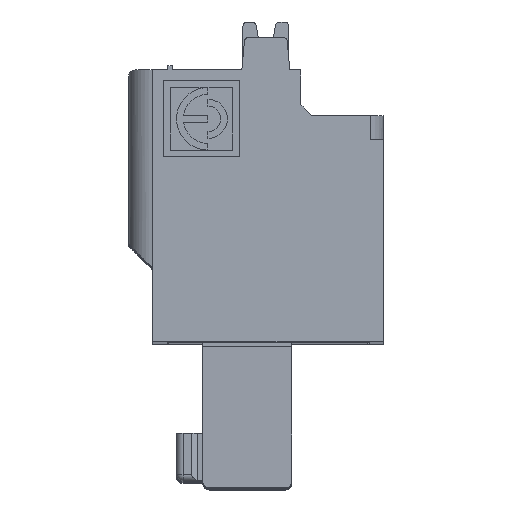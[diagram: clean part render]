
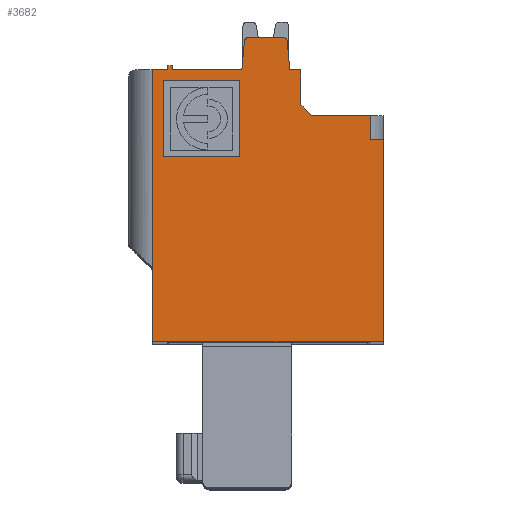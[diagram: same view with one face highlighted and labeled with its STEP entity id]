
A CAD part, top view. The second image highlights one B-rep face of the part: STEP entity #3682.
In plain terms, the highlighted planar face has unit normal (0, 0, 1).
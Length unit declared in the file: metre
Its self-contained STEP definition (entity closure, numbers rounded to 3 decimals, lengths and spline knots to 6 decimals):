
#3682=ADVANCED_FACE('',(#10490,#10491),#10492,.F.);
#6394=EDGE_CURVE('',#14669,#14670,#14671,.T.);
#10490=FACE_BOUND('',#20459,.T.);
#10491=FACE_OUTER_BOUND('',#20460,.T.);
#10492=PLANE('',#20461);
#14669=VERTEX_POINT('',#24651);
#14670=VERTEX_POINT('',#24652);
#14671=LINE('',#24653,#24654);
#14780=VERTEX_POINT('',#24824);
#14964=VERTEX_POINT('',#25138);
#15670=VERTEX_POINT('',#26689);
#15673=VERTEX_POINT('',#26694);
#15676=VERTEX_POINT('',#26699);
#15679=VERTEX_POINT('',#26704);
#15682=VERTEX_POINT('',#26709);
#17759=VERTEX_POINT('',#31392);
#18672=VERTEX_POINT('',#33542);
#18713=VERTEX_POINT('',#33605);
#20459=EDGE_LOOP('',(#38025,#38026,#38027,#38028));
#20460=EDGE_LOOP('',(#38029,#38030,#38031,#38032,#38033,#38034,#38035,#38036,#38037,#38038,#38039,#38040,#38041,#38042,#38043,#38044,#38045,#38046,#38047));
#20461=AXIS2_PLACEMENT_3D('',#38048,#38049,#38050);
#24651=CARTESIAN_POINT('',(0.2506,0.,-0.29284));
#24652=CARTESIAN_POINT('',(0.24,0.,-0.29284));
#24653=CARTESIAN_POINT('',(0.2506,0.,-0.29284));
#24654=VECTOR('',#50216,1.0);
#24824=CARTESIAN_POINT('',(0.2506,0.0093,-0.29284));
#25138=CARTESIAN_POINT('',(0.2407,0.0125,-0.29284));
#26689=CARTESIAN_POINT('',(0.2441,0.0125,-0.29284));
#26694=CARTESIAN_POINT('',(0.244215,0.013817,-0.29284));
#26699=CARTESIAN_POINT('',(0.246185,0.013817,-0.29284));
#26704=CARTESIAN_POINT('',(0.2463,0.0125,-0.29284));
#26709=CARTESIAN_POINT('',(0.25,0.0093,-0.29284));
#31392=CARTESIAN_POINT('',(0.2409,0.0125,-0.29284));
#33542=CARTESIAN_POINT('',(0.2407,0.0127,-0.29284));
#33605=CARTESIAN_POINT('',(0.2409,0.0127,-0.29284));
#38025=ORIENTED_EDGE('',*,*,#53036,.T.);
#38026=ORIENTED_EDGE('',*,*,#53034,.T.);
#38027=ORIENTED_EDGE('',*,*,#53030,.T.);
#38028=ORIENTED_EDGE('',*,*,#53028,.T.);
#38029=ORIENTED_EDGE('',*,*,#52487,.F.);
#38030=ORIENTED_EDGE('',*,*,#6394,.F.);
#38031=ORIENTED_EDGE('',*,*,#52341,.T.);
#38032=ORIENTED_EDGE('',*,*,#53038,.F.);
#38033=ORIENTED_EDGE('',*,*,#53024,.F.);
#38034=ORIENTED_EDGE('',*,*,#53041,.F.);
#38035=ORIENTED_EDGE('',*,*,#53021,.T.);
#38036=ORIENTED_EDGE('',*,*,#52377,.T.);
#38037=ORIENTED_EDGE('',*,*,#53042,.F.);
#38038=ORIENTED_EDGE('',*,*,#53018,.T.);
#38039=ORIENTED_EDGE('',*,*,#53016,.T.);
#38040=ORIENTED_EDGE('',*,*,#53013,.T.);
#38041=ORIENTED_EDGE('',*,*,#53010,.T.);
#38042=ORIENTED_EDGE('',*,*,#53008,.T.);
#38043=ORIENTED_EDGE('',*,*,#53043,.F.);
#38044=ORIENTED_EDGE('',*,*,#53044,.T.);
#38045=ORIENTED_EDGE('',*,*,#53045,.F.);
#38046=ORIENTED_EDGE('',*,*,#53046,.F.);
#38047=ORIENTED_EDGE('',*,*,#52426,.F.);
#38048=CARTESIAN_POINT('',(0.254572,0.033759,-0.29284));
#38049=DIRECTION('',(0.0,0.,-1.0));
#38050=DIRECTION('',(-1.0,0.0,0.0));
#50216=DIRECTION('',(-1.0,0.,0.));
#52341=EDGE_CURVE('',#14669,#14780,#56266,.T.);
#52377=EDGE_CURVE('',#56322,#56320,#56323,.T.);
#52426=EDGE_CURVE('',#56383,#14964,#56385,.T.);
#52487=EDGE_CURVE('',#14670,#56383,#56446,.T.);
#53008=EDGE_CURVE('',#15673,#15670,#57114,.T.);
#53010=EDGE_CURVE('',#57116,#15673,#57117,.T.);
#53013=EDGE_CURVE('',#57120,#57116,#57121,.T.);
#53016=EDGE_CURVE('',#15676,#57120,#57124,.T.);
#53018=EDGE_CURVE('',#15679,#15676,#57126,.T.);
#53021=EDGE_CURVE('',#57128,#56322,#57130,.T.);
#53024=EDGE_CURVE('',#57132,#15682,#57134,.T.);
#53028=EDGE_CURVE('',#57136,#57138,#57140,.T.);
#53030=EDGE_CURVE('',#57142,#57136,#57143,.T.);
#53034=EDGE_CURVE('',#57146,#57142,#57148,.T.);
#53036=EDGE_CURVE('',#57138,#57146,#57150,.T.);
#53038=EDGE_CURVE('',#15682,#14780,#57152,.T.);
#53041=EDGE_CURVE('',#57128,#57132,#57155,.T.);
#53042=EDGE_CURVE('',#15679,#56320,#57156,.T.);
#53043=EDGE_CURVE('',#17759,#15670,#57157,.T.);
#53044=EDGE_CURVE('',#17759,#18713,#57158,.T.);
#53045=EDGE_CURVE('',#18672,#18713,#57159,.T.);
#53046=EDGE_CURVE('',#14964,#18672,#57160,.T.);
#56266=LINE('',#61181,#61182);
#56320=VERTEX_POINT('',#61285);
#56322=VERTEX_POINT('',#61288);
#56323=LINE('',#61289,#61290);
#56383=VERTEX_POINT('',#61401);
#56385=LINE('',#61404,#61405);
#56446=LINE('',#61518,#61519);
#57114=LINE('',#62526,#62527);
#57116=VERTEX_POINT('',#62529);
#57117=CIRCLE('',#62530,0.0002);
#57120=VERTEX_POINT('',#62534);
#57121=LINE('',#62535,#62536);
#57124=CIRCLE('',#62540,0.0002);
#57126=LINE('',#62542,#62543);
#57128=VERTEX_POINT('',#62545);
#57130=LINE('',#62548,#62549);
#57132=VERTEX_POINT('',#62551);
#57134=LINE('',#62554,#62555);
#57136=VERTEX_POINT('',#62557);
#57138=VERTEX_POINT('',#62560);
#57140=LINE('',#62563,#62564);
#57142=VERTEX_POINT('',#62566);
#57143=LINE('',#62567,#62568);
#57146=VERTEX_POINT('',#62572);
#57148=LINE('',#62575,#62576);
#57150=LINE('',#62578,#62579);
#57152=LINE('',#62581,#62582);
#57155=LINE('',#62585,#62586);
#57156=LINE('',#62587,#62588);
#57157=LINE('',#62589,#62590);
#57158=LINE('',#62591,#62592);
#57159=LINE('',#62593,#62594);
#57160=LINE('',#62595,#62596);
#61181=CARTESIAN_POINT('',(0.2506,0.,-0.29284));
#61182=VECTOR('',#67910,1.0);
#61285=CARTESIAN_POINT('',(0.246811,0.0125,-0.29284));
#61288=CARTESIAN_POINT('',(0.246811,0.010896,-0.29284));
#61289=CARTESIAN_POINT('',(0.246811,0.033759,-0.29284));
#61290=VECTOR('',#67937,1.0);
#61401=CARTESIAN_POINT('',(0.24,0.0125,-0.29284));
#61404=CARTESIAN_POINT('',(0.24,0.0125,-0.29284));
#61405=VECTOR('',#67993,1.0);
#61518=CARTESIAN_POINT('',(0.24,0.0118,-0.29284));
#61519=VECTOR('',#68067,1.0);
#62526=CARTESIAN_POINT('',(0.244215,0.013817,-0.29284));
#62527=VECTOR('',#68556,1.0);
#62529=CARTESIAN_POINT('',(0.244414,0.014,-0.29284));
#62530=AXIS2_PLACEMENT_3D('',#68557,#68558,#68559);
#62534=CARTESIAN_POINT('',(0.245985,0.014,-0.29284));
#62535=CARTESIAN_POINT('',(0.244475,0.014,-0.29284));
#62536=VECTOR('',#68561,1.0);
#62540=AXIS2_PLACEMENT_3D('',#68563,#68564,#68565);
#62542=CARTESIAN_POINT('',(0.2463,0.0125,-0.29284));
#62543=VECTOR('',#68566,1.0);
#62545=CARTESIAN_POINT('',(0.247307,0.0104,-0.29284));
#62548=CARTESIAN_POINT('',(0.239267,0.01844,-0.29284));
#62549=VECTOR('',#68568,1.0);
#62551=CARTESIAN_POINT('',(0.25,0.0104,-0.29284));
#62554=CARTESIAN_POINT('',(0.25,0.0125,-0.29284));
#62555=VECTOR('',#68570,1.0);
#62557=CARTESIAN_POINT('',(0.2405,0.012,-0.29284));
#62560=CARTESIAN_POINT('',(0.244,0.012,-0.29284));
#62563=CARTESIAN_POINT('',(0.254072,0.012,-0.29284));
#62564=VECTOR('',#68573,1.0);
#62566=CARTESIAN_POINT('',(0.2405,0.0085,-0.29284));
#62567=CARTESIAN_POINT('',(0.2405,0.033759,-0.29284));
#62568=VECTOR('',#68574,1.0);
#62572=CARTESIAN_POINT('',(0.244,0.0085,-0.29284));
#62575=CARTESIAN_POINT('',(0.254072,0.0085,-0.29284));
#62576=VECTOR('',#68577,1.0);
#62578=CARTESIAN_POINT('',(0.244,0.033759,-0.29284));
#62579=VECTOR('',#68578,1.0);
#62581=CARTESIAN_POINT('',(0.25,0.0093,-0.29284));
#62582=VECTOR('',#68579,1.0);
#62585=CARTESIAN_POINT('',(0.254572,0.0104,-0.29284));
#62586=VECTOR('',#68580,1.0);
#62587=CARTESIAN_POINT('',(0.2463,0.0125,-0.29284));
#62588=VECTOR('',#68581,1.0);
#62589=CARTESIAN_POINT('',(0.2409,0.0125,-0.29284));
#62590=VECTOR('',#68582,1.0);
#62591=CARTESIAN_POINT('',(0.2409,0.0125,-0.29284));
#62592=VECTOR('',#68583,1.0);
#62593=CARTESIAN_POINT('',(0.2407,0.0127,-0.29284));
#62594=VECTOR('',#68584,1.0);
#62595=CARTESIAN_POINT('',(0.2407,0.0125,-0.29284));
#62596=VECTOR('',#68585,1.0);
#67910=DIRECTION('',(0.0,1.0,0.));
#67937=DIRECTION('',(0.,1.0,0.));
#67993=DIRECTION('',(1.0,0.0,0.0));
#68067=DIRECTION('',(0.0,1.0,0.));
#68556=DIRECTION('',(-0.087,-0.996,0.));
#68557=CARTESIAN_POINT('',(0.244414,0.0138,-0.29284));
#68558=DIRECTION('',(0.0,0.,1.0));
#68559=DIRECTION('',(0.0,1.0,0.));
#68561=DIRECTION('',(-1.0,-0.0,0.0));
#68563=CARTESIAN_POINT('',(0.245985,0.0138,-0.29284));
#68564=DIRECTION('',(0.,0.,1.0));
#68565=DIRECTION('',(0.996,0.087,0.));
#68566=DIRECTION('',(-0.087,0.996,0.));
#68568=DIRECTION('',(-0.707,0.707,0.));
#68570=DIRECTION('',(0.0,-1.0,0.));
#68573=DIRECTION('',(1.0,0.,0.));
#68574=DIRECTION('',(0.,1.0,0.));
#68577=DIRECTION('',(-1.0,0.,0.));
#68578=DIRECTION('',(0.,-1.0,0.));
#68579=DIRECTION('',(1.0,0.0,0.0));
#68580=DIRECTION('',(1.0,0.,0.));
#68581=DIRECTION('',(1.0,0.0,0.0));
#68582=DIRECTION('',(1.0,0.0,0.0));
#68583=DIRECTION('',(0.0,1.0,0.));
#68584=DIRECTION('',(1.0,0.0,0.0));
#68585=DIRECTION('',(0.0,1.0,0.));
